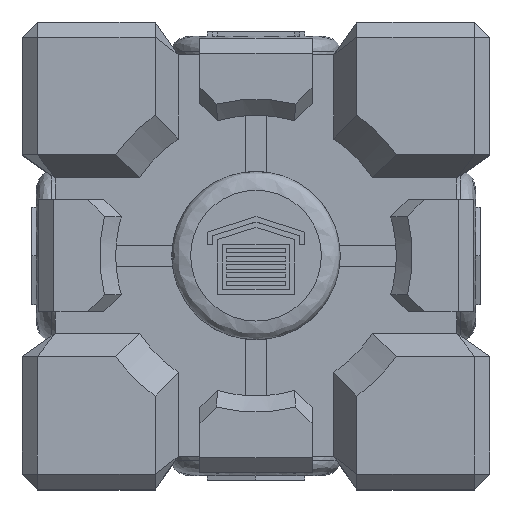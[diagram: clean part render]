
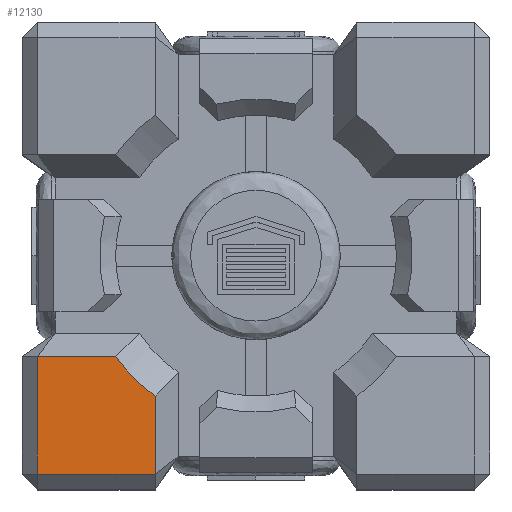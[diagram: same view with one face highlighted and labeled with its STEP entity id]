
A CAD part, top view. The second image highlights one B-rep face of the part: STEP entity #12130.
In plain terms, the highlighted planar face has unit normal (0, 0, 1).
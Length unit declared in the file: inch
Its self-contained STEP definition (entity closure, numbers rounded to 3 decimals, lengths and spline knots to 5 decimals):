
#176=CIRCLE('',#12875,1.47075);
#628=FACE_OUTER_BOUND('',#1332,.T.);
#1332=EDGE_LOOP('',(#8368,#8369,#8370,#8371,#8372));
#2065=LINE('',#17301,#3517);
#2074=LINE('',#17325,#3526);
#2311=LINE('',#17901,#3763);
#2313=LINE('',#17909,#3765);
#3517=VECTOR('',#13861,0.3937);
#3526=VECTOR('',#13878,0.3937);
#3763=VECTOR('',#14339,0.3937);
#3765=VECTOR('',#14343,0.3937);
#4955=VERTEX_POINT('',#17290);
#4959=VERTEX_POINT('',#17299);
#4966=VERTEX_POINT('',#17319);
#5155=VERTEX_POINT('',#17900);
#5157=VERTEX_POINT('',#17908);
#6124=EDGE_CURVE('',#4959,#4955,#2065,.T.);
#6134=EDGE_CURVE('',#4966,#4959,#2074,.T.);
#6409=EDGE_CURVE('',#5155,#4955,#2311,.T.);
#6412=EDGE_CURVE('',#4966,#5157,#2313,.T.);
#6413=EDGE_CURVE('',#5157,#5155,#176,.T.);
#8368=ORIENTED_EDGE('',*,*,#6124,.F.);
#8369=ORIENTED_EDGE('',*,*,#6134,.F.);
#8370=ORIENTED_EDGE('',*,*,#6412,.T.);
#8371=ORIENTED_EDGE('',*,*,#6413,.T.);
#8372=ORIENTED_EDGE('',*,*,#6409,.T.);
#11510=PLANE('',#12874);
#12130=ADVANCED_FACE('',(#628),#11510,.T.);
#12874=AXIS2_PLACEMENT_3D('',#17907,#14341,#14342);
#12875=AXIS2_PLACEMENT_3D('',#17910,#14344,#14345);
#13861=DIRECTION('',(0.,1.,0.));
#13878=DIRECTION('',(-1.,0.,0.));
#14339=DIRECTION('',(-1.,0.,0.));
#14341=DIRECTION('center_axis',(0.,0.,1.));
#14342=DIRECTION('ref_axis',(1.,0.,0.));
#14343=DIRECTION('',(0.,1.,0.));
#14344=DIRECTION('center_axis',(0.,0.,-1.));
#14345=DIRECTION('ref_axis',(-0.707,0.707,0.));
#17290=CARTESIAN_POINT('',(-1.85911,-0.85733,1.9875));
#17299=CARTESIAN_POINT('',(-1.85911,-1.85911,1.9875));
#17301=CARTESIAN_POINT('',(-1.85911,0.99375,1.9875));
#17319=CARTESIAN_POINT('',(-0.85733,-1.85911,1.9875));
#17325=CARTESIAN_POINT('',(-0.99375,-1.85911,1.9875));
#17900=CARTESIAN_POINT('',(-1.19503,-0.85733,1.9875));
#17901=CARTESIAN_POINT('',(-0.33125,-0.85733,1.9875));
#17907=CARTESIAN_POINT('Origin',(0.,0.,1.9875));
#17908=CARTESIAN_POINT('',(-0.85733,-1.19503,1.9875));
#17909=CARTESIAN_POINT('',(-0.85733,-0.99375,1.9875));
#17910=CARTESIAN_POINT('Origin',(0.,0.,
1.9875));
